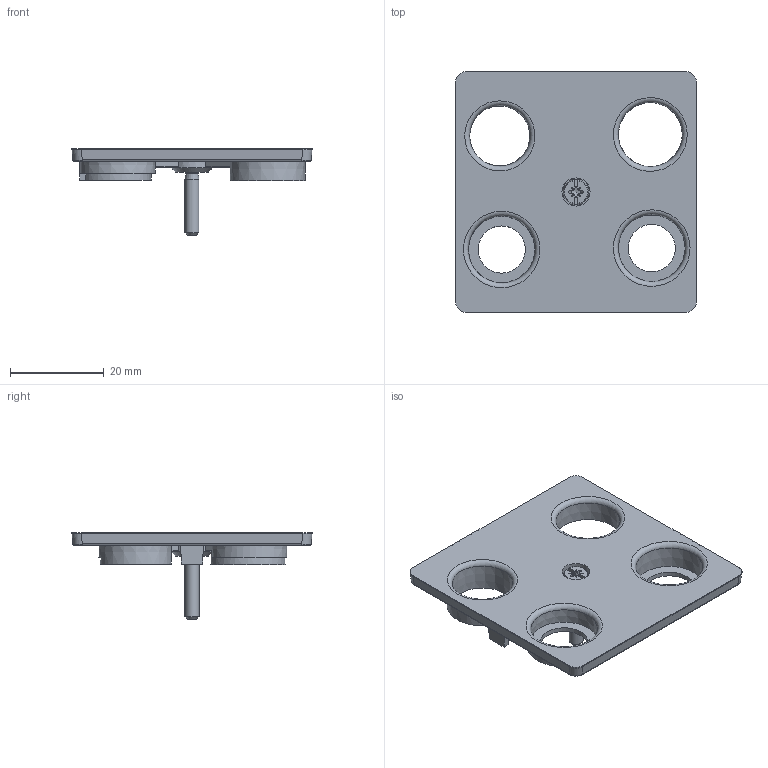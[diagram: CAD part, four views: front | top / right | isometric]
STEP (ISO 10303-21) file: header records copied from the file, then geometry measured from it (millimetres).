
FILE_DESCRIPTION(/* description */ (''),/* implementation_level */ '2;1');
FILE_NAME(/* name */ 'waf2170_gen_asm.stp',/* time_stamp */ '2025-11-24T09:06:13+01:00',/* author */ ('robin hager'),/* organization */ (''),/* preprocessor_version */ 'ST-DEVELOPER v19.2',/* originating_system */ 'Autodesk Inventor 2023',/* authorisation */ '');
FILE_SCHEMA (('AUTOMOTIVE_DESIGN { 1 0 10303 214 3 1 1 }'));
Length unit declared in the file: millimetre
Products named in the file (3): WAF2170_GEN_ASM; 9023213_GEN; 9002523001
Assembly tree (2 placements, depth 2):
  WAF2170_GEN_ASM
    9023213_GEN
    9002523001
Bounding box: 51.4 x 51.4 x 18.5 mm (x, y, z)
Volume: 4905.1 mm3; surface area: 7376.4 mm2
Topology: 2 solids, 2 shells, 844 faces, 2391 edges, 1590 vertices
Faces by surface type: plane 750, cylinder 54, cone 21, bspline 12, torus 7
Full cylindrical faces by diameter (mm): 2.7 x1, 3 x1, 3.2 x1, 6 x1, 10.1 x2
Entity records: 28628 total; most frequent: CARTESIAN_POINT 6579, ORIENTED_EDGE 4780, DIRECTION 4178, EDGE_CURVE 2390, LINE 2132, VECTOR 2132, VERTEX_POINT 1590, AXIS2_PLACEMENT_3D 1023
